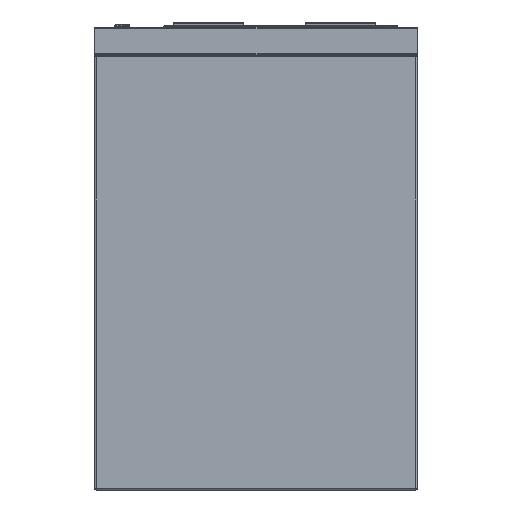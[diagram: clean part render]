
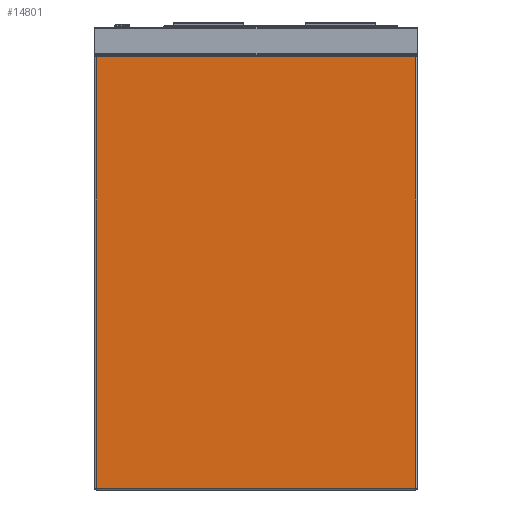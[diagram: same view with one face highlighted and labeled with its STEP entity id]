
A CAD part, left-side view. The second image highlights one B-rep face of the part: STEP entity #14801.
In plain terms, the highlighted planar face has unit normal (-1, 0, 0).
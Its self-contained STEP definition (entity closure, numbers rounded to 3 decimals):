
#69 = EDGE_CURVE ( 'NONE', #26620, #32613, #20350, .T. ) ;
#1715 = CARTESIAN_POINT ( 'NONE',  ( -440., -230., -660. ) ) ;
#2628 = CARTESIAN_POINT ( 'NONE',  ( -440., 228., -42. ) ) ;
#3378 = AXIS2_PLACEMENT_3D ( 'NONE', #1715, #12391, #7405 ) ;
#4083 = VECTOR ( 'NONE', #19817, 1000. ) ;
#7405 = DIRECTION ( 'NONE',  ( 0., -1., 0. ) ) ;
#8654 = LINE ( 'NONE', #19885, #19645 ) ;
#9617 = FACE_OUTER_BOUND ( 'NONE', #25936, .T. ) ;
#10161 = DIRECTION ( 'NONE',  ( 0., 0., 1. ) ) ;
#12262 = ORIENTED_EDGE ( 'NONE', *, *, #69, .T. ) ;
#12391 = DIRECTION ( 'NONE',  ( -1., 0., 0. ) ) ;
#12736 = VECTOR ( 'NONE', #34732, 1000. ) ;
#12930 = CARTESIAN_POINT ( 'NONE',  ( -440., -228., -660. ) ) ;
#13709 = ORIENTED_EDGE ( 'NONE', *, *, #27084, .T. ) ;
#14107 = CARTESIAN_POINT ( 'NONE',  ( -440., 230., -42. ) ) ;
#14801 = ADVANCED_FACE ( 'Fl�che7', ( #9617 ), #32661, .T. ) ;
#16600 = ORIENTED_EDGE ( 'NONE', *, *, #31462, .T. ) ;
#19645 = VECTOR ( 'NONE', #30794, 1000. ) ;
#19817 = DIRECTION ( 'NONE',  ( 0., 1., 0. ) ) ;
#19885 = CARTESIAN_POINT ( 'NONE',  ( -440., -230., -658. ) ) ;
#20350 = LINE ( 'NONE', #31611, #12736 ) ;
#20873 = LINE ( 'NONE', #12930, #27078 ) ;
#21222 = EDGE_CURVE ( 'NONE', #32613, #22823, #8654, .T. ) ;
#22823 = VERTEX_POINT ( 'NONE', #25261 ) ;
#25261 = CARTESIAN_POINT ( 'NONE',  ( -440., -228., -658. ) ) ;
#25936 = EDGE_LOOP ( 'NONE', ( #16600, #13709, #12262, #26353 ) ) ;
#26353 = ORIENTED_EDGE ( 'NONE', *, *, #21222, .T. ) ;
#26620 = VERTEX_POINT ( 'NONE', #2628 ) ;
#27078 = VECTOR ( 'NONE', #10161, 1000. ) ;
#27084 = EDGE_CURVE ( 'NONE', #33047, #26620, #33665, .T. ) ;
#30056 = CARTESIAN_POINT ( 'NONE',  ( -440., 228., -658. ) ) ;
#30794 = DIRECTION ( 'NONE',  ( 0., -1., 0. ) ) ;
#31462 = EDGE_CURVE ( 'NONE', #22823, #33047, #20873, .T. ) ;
#31611 = CARTESIAN_POINT ( 'NONE',  ( -440., 228., -660. ) ) ;
#32613 = VERTEX_POINT ( 'NONE', #30056 ) ;
#32661 = PLANE ( 'NONE',  #3378 ) ;
#33047 = VERTEX_POINT ( 'NONE', #35163 ) ;
#33665 = LINE ( 'NONE', #14107, #4083 ) ;
#34732 = DIRECTION ( 'NONE',  ( 0., 0., -1. ) ) ;
#35163 = CARTESIAN_POINT ( 'NONE',  ( -440., -228., -42. ) ) ;
